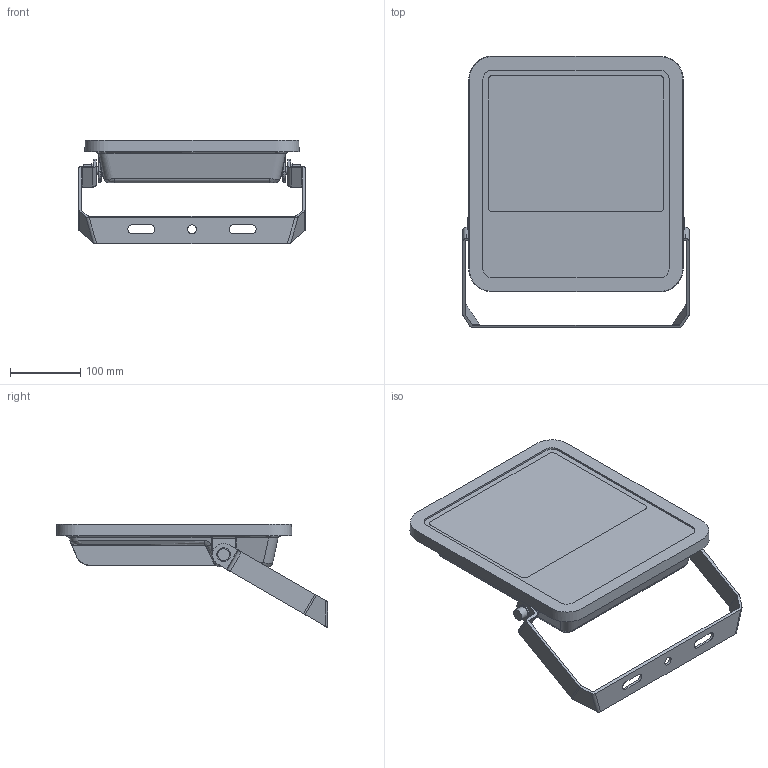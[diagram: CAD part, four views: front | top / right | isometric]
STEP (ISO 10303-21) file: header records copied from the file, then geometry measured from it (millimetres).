
FILE_DESCRIPTION (( 'STEP AP214' ), '1' );
FILE_NAME ('FL_G3_165W.STEP', '2023-04-28T09:05:17', ( '' ), ( '' ), 'SwSTEP 2.0', 'SolidWorks 2020', '' );
FILE_SCHEMA (( 'AUTOMOTIVE_DESIGN' ));
Length unit declared in the file: millimetre
Products named in the file (1): FL_G3_165W
Bounding box: 322 x 385.88 x 146.86 mm (x, y, z)
Volume: 3202933.7 mm3; surface area: 738960.1 mm2
Topology: 7 solids, 7 shells, 806 faces, 2026 edges, 1203 vertices
Faces by surface type: bspline 326, cylinder 294, plane 178, torus 4, cone 4
Full cylindrical faces by diameter (mm): 10.3 x2, 16.4 x2
Entity records: 51206 total; most frequent: CARTESIAN_POINT 25597, ORIENTED_EDGE 3962, DIRECTION 2805, EDGE_CURVE 1981, VERTEX_POINT 1203, AXIS2_PLACEMENT_3D 1040, EDGE_LOOP 834, UNCERTAINTY_MEASURE_WITH_UNIT 815
